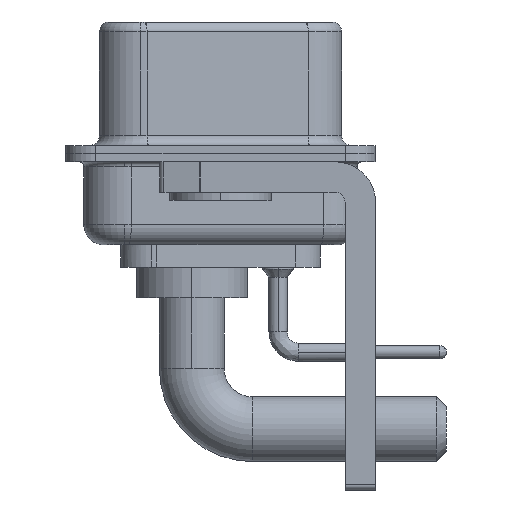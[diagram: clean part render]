
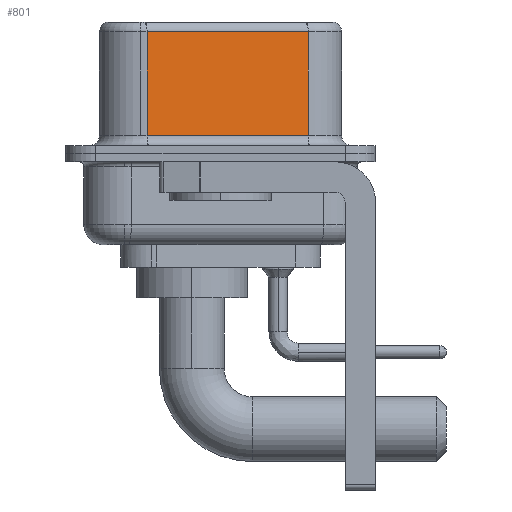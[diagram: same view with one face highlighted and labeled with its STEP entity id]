
A CAD part, left-side view. The second image highlights one B-rep face of the part: STEP entity #801.
In plain terms, the highlighted planar face has unit normal (-0.985, -0.174, 0).
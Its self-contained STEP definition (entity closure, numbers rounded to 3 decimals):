
#801 = ADVANCED_FACE ( 'NONE', ( #7655 ), #15732, .F. ) ;
#900 = VERTEX_POINT ( 'NONE', #6384 ) ;
#2153 = EDGE_LOOP ( 'NONE', ( #7179, #13332, #14380, #23433 ) ) ;
#2662 = VECTOR ( 'NONE', #14655, 1000. ) ;
#3475 = VECTOR ( 'NONE', #10699, 1000. ) ;
#4242 = VECTOR ( 'NONE', #19511, 1000. ) ;
#4814 = LINE ( 'NONE', #12394, #17438 ) ;
#5339 = CARTESIAN_POINT ( 'NONE',  ( 5.132, -4.322, 0.9 ) ) ;
#6384 = CARTESIAN_POINT ( 'NONE',  ( 5.132, -4.322, 6.02 ) ) ;
#7179 = ORIENTED_EDGE ( 'NONE', *, *, #7732, .F. ) ;
#7655 = FACE_OUTER_BOUND ( 'NONE', #2153, .T. ) ;
#7732 = EDGE_CURVE ( 'NONE', #900, #23843, #12275, .T. ) ;
#8009 = CARTESIAN_POINT ( 'NONE',  ( 5.132, -4.322, 6.52 ) ) ;
#10699 = DIRECTION ( 'NONE',  ( 0.174, -0.985, 0. ) ) ;
#10733 = AXIS2_PLACEMENT_3D ( 'NONE', #8009, #21357, #15369 ) ;
#12156 = CARTESIAN_POINT ( 'NONE',  ( 5.132, -4.322, 6.02 ) ) ;
#12275 = LINE ( 'NONE', #14282, #2662 ) ;
#12394 = CARTESIAN_POINT ( 'NONE',  ( 3.73, 3.628, 6.52 ) ) ;
#13332 = ORIENTED_EDGE ( 'NONE', *, *, #24464, .T. ) ;
#14010 = EDGE_CURVE ( 'NONE', #17288, #18274, #4814, .T. ) ;
#14038 = LINE ( 'NONE', #12156, #4242 ) ;
#14282 = CARTESIAN_POINT ( 'NONE',  ( 5.132, -4.322, 6.52 ) ) ;
#14380 = ORIENTED_EDGE ( 'NONE', *, *, #14010, .T. ) ;
#14655 = DIRECTION ( 'NONE',  ( 0., 0., -1. ) ) ;
#14937 = LINE ( 'NONE', #5339, #3475 ) ;
#15204 = CARTESIAN_POINT ( 'NONE',  ( 5.132, -4.322, 0.9 ) ) ;
#15369 = DIRECTION ( 'NONE',  ( -0.174, 0.985, 0. ) ) ;
#15732 = PLANE ( 'NONE',  #10733 ) ;
#17288 = VERTEX_POINT ( 'NONE', #19124 ) ;
#17438 = VECTOR ( 'NONE', #20015, 1000. ) ;
#18274 = VERTEX_POINT ( 'NONE', #20927 ) ;
#19124 = CARTESIAN_POINT ( 'NONE',  ( 3.73, 3.628, 6.02 ) ) ;
#19511 = DIRECTION ( 'NONE',  ( -0.174, 0.985, 0. ) ) ;
#20015 = DIRECTION ( 'NONE',  ( 0., 0., -1. ) ) ;
#20927 = CARTESIAN_POINT ( 'NONE',  ( 3.73, 3.628, 0.9 ) ) ;
#21357 = DIRECTION ( 'NONE',  ( 0.985, 0.174, 0. ) ) ;
#23433 = ORIENTED_EDGE ( 'NONE', *, *, #24108, .T. ) ;
#23843 = VERTEX_POINT ( 'NONE', #15204 ) ;
#24108 = EDGE_CURVE ( 'NONE', #18274, #23843, #14937, .T. ) ;
#24464 = EDGE_CURVE ( 'NONE', #900, #17288, #14038, .T. ) ;
